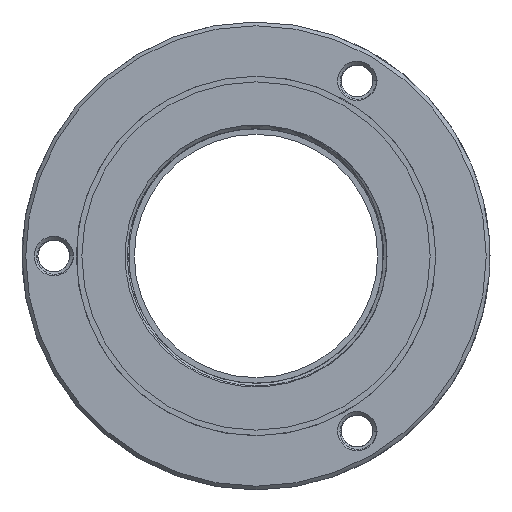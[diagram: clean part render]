
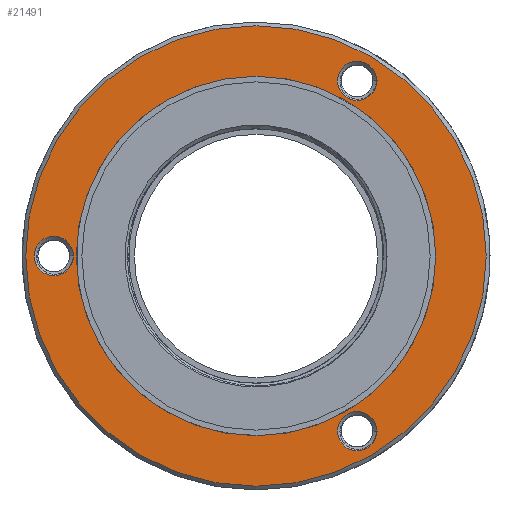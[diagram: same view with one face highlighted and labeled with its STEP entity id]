
A CAD part, left-side view. The second image highlights one B-rep face of the part: STEP entity #21491.
In plain terms, the highlighted planar face has unit normal (-1, 0, 0).
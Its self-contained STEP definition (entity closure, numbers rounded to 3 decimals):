
#31 = EDGE_LOOP ( 'NONE', ( #8169 ) ) ;
#793 = DIRECTION ( 'NONE',  ( 1., 0., 0. ) ) ;
#801 = EDGE_LOOP ( 'NONE', ( #3849 ) ) ;
#1583 = CARTESIAN_POINT ( 'NONE',  ( 8., 0., 0. ) ) ;
#1963 = AXIS2_PLACEMENT_3D ( 'NONE', #4265, #10142, #6496 ) ;
#3836 = CIRCLE ( 'NONE', #25054, 1.05 ) ;
#3849 = ORIENTED_EDGE ( 'NONE', *, *, #21370, .F. ) ;
#4265 = CARTESIAN_POINT ( 'NONE',  ( 8., 10.8, 0. ) ) ;
#4899 = VERTEX_POINT ( 'NONE', #6964 ) ;
#5275 = VERTEX_POINT ( 'NONE', #23235 ) ;
#5339 = EDGE_CURVE ( 'NONE', #14494, #14494, #11017, .T. ) ;
#6496 = DIRECTION ( 'NONE',  ( 0., 0., -1. ) ) ;
#6964 = CARTESIAN_POINT ( 'NONE',  ( 8., -5.4, 8.303 ) ) ;
#7278 = EDGE_CURVE ( 'NONE', #25063, #25063, #14838, .T. ) ;
#7289 = FACE_BOUND ( 'NONE', #12928, .T. ) ;
#8169 = ORIENTED_EDGE ( 'NONE', *, *, #7278, .T. ) ;
#8256 = DIRECTION ( 'NONE',  ( 0., 0., -1. ) ) ;
#8766 = FACE_BOUND ( 'NONE', #801, .T. ) ;
#8994 = AXIS2_PLACEMENT_3D ( 'NONE', #1583, #17558, #21882 ) ;
#9135 = DIRECTION ( 'NONE',  ( 0., 0., -1. ) ) ;
#10142 = DIRECTION ( 'NONE',  ( 1., 0., 0. ) ) ;
#10871 = CARTESIAN_POINT ( 'NONE',  ( 8., 0., -12.3 ) ) ;
#11017 = CIRCLE ( 'NONE', #18042, 1.05 ) ;
#11450 = CIRCLE ( 'NONE', #8994, 9.6 ) ;
#11948 = EDGE_CURVE ( 'NONE', #4899, #4899, #3836, .T. ) ;
#12736 = PLANE ( 'NONE',  #16004 ) ;
#12928 = EDGE_LOOP ( 'NONE', ( #14232 ) ) ;
#12997 = CARTESIAN_POINT ( 'NONE',  ( 8., 0., 0. ) ) ;
#13046 = VERTEX_POINT ( 'NONE', #15131 ) ;
#13118 = FACE_BOUND ( 'NONE', #14756, .T. ) ;
#13170 = CIRCLE ( 'NONE', #1963, 1.05 ) ;
#14232 = ORIENTED_EDGE ( 'NONE', *, *, #22508, .T. ) ;
#14494 = VERTEX_POINT ( 'NONE', #16683 ) ;
#14756 = EDGE_LOOP ( 'NONE', ( #21545 ) ) ;
#14838 = CIRCLE ( 'NONE', #18142, 12.3 ) ;
#15131 = CARTESIAN_POINT ( 'NONE',  ( 8., 0., 9.6 ) ) ;
#15198 = FACE_OUTER_BOUND ( 'NONE', #31, .T. ) ;
#16004 = AXIS2_PLACEMENT_3D ( 'NONE', #19095, #17024, #18966 ) ;
#16266 = CARTESIAN_POINT ( 'NONE',  ( 8., -5.4, 9.353 ) ) ;
#16683 = CARTESIAN_POINT ( 'NONE',  ( 8., -5.4, -10.403 ) ) ;
#17024 = DIRECTION ( 'NONE',  ( 1., 0., 0. ) ) ;
#17558 = DIRECTION ( 'NONE',  ( -1., 0., 0. ) ) ;
#18042 = AXIS2_PLACEMENT_3D ( 'NONE', #18314, #793, #24226 ) ;
#18142 = AXIS2_PLACEMENT_3D ( 'NONE', #12997, #18714, #9135 ) ;
#18314 = CARTESIAN_POINT ( 'NONE',  ( 8., -5.4, -9.353 ) ) ;
#18337 = DIRECTION ( 'NONE',  ( 1., 0., 0. ) ) ;
#18714 = DIRECTION ( 'NONE',  ( -1., 0., 0. ) ) ;
#18966 = DIRECTION ( 'NONE',  ( 0., 0., -1. ) ) ;
#19095 = CARTESIAN_POINT ( 'NONE',  ( 8., 12.5, 0. ) ) ;
#20492 = ORIENTED_EDGE ( 'NONE', *, *, #5339, .T. ) ;
#21370 = EDGE_CURVE ( 'NONE', #13046, #13046, #11450, .T. ) ;
#21491 = ADVANCED_FACE ( 'NONE', ( #15198, #25137, #13118, #7289, #8766 ), #12736, .F. ) ;
#21545 = ORIENTED_EDGE ( 'NONE', *, *, #11948, .T. ) ;
#21882 = DIRECTION ( 'NONE',  ( 0., 0., 1. ) ) ;
#22508 = EDGE_CURVE ( 'NONE', #5275, #5275, #13170, .T. ) ;
#22715 = EDGE_LOOP ( 'NONE', ( #20492 ) ) ;
#23235 = CARTESIAN_POINT ( 'NONE',  ( 8., 10.8, -1.05 ) ) ;
#24226 = DIRECTION ( 'NONE',  ( 0., 0., -1. ) ) ;
#25054 = AXIS2_PLACEMENT_3D ( 'NONE', #16266, #18337, #8256 ) ;
#25063 = VERTEX_POINT ( 'NONE', #10871 ) ;
#25137 = FACE_BOUND ( 'NONE', #22715, .T. ) ;
